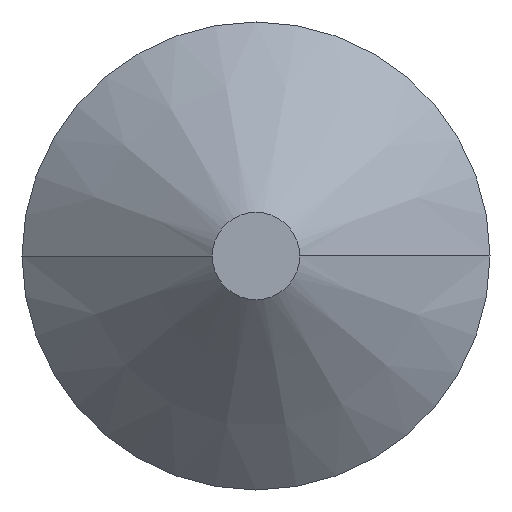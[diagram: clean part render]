
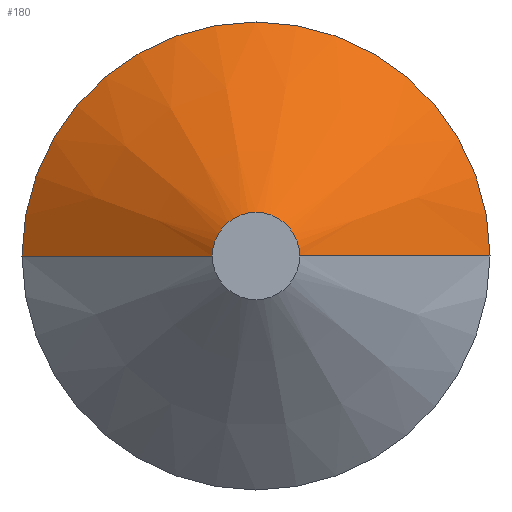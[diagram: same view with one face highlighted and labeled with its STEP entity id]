
A CAD part, front view. The second image highlights one B-rep face of the part: STEP entity #180.
In plain terms, the highlighted conical face has half-angle 50 degrees and reference radius 0.889 mm.
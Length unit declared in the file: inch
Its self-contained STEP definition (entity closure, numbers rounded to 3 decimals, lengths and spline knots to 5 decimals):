
#7 = DIRECTION ( 'NONE',  ( 0.766, 0.643, 0. ) ) ;
#10 = EDGE_CURVE ( 'NONE', #43, #241, #230, .T. ) ;
#13 = DIRECTION ( 'NONE',  ( 0., 1., 0. ) ) ;
#28 = DIRECTION ( 'NONE',  ( -0.766, 0.643, 0. ) ) ;
#30 = VECTOR ( 'NONE', #7, 39.37008 ) ;
#42 = EDGE_CURVE ( 'NONE', #241, #93, #307, .T. ) ;
#43 = VERTEX_POINT ( 'NONE', #168 ) ;
#46 = CARTESIAN_POINT ( 'NONE',  ( -0.035, 0., 0. ) ) ;
#59 = CARTESIAN_POINT ( 'NONE',  ( 0., 0.12796, 0. ) ) ;
#63 = VERTEX_POINT ( 'NONE', #238 ) ;
#78 = LINE ( 'NONE', #242, #30 ) ;
#89 = EDGE_LOOP ( 'NONE', ( #143, #184, #116, #166 ) ) ;
#93 = VERTEX_POINT ( 'NONE', #305 ) ;
#103 = AXIS2_PLACEMENT_3D ( 'NONE', #148, #13, #107 ) ;
#107 = DIRECTION ( 'NONE',  ( -1., 0., 0. ) ) ;
#115 = DIRECTION ( 'NONE',  ( 0., -1., 0. ) ) ;
#116 = ORIENTED_EDGE ( 'NONE', *, *, #275, .T. ) ;
#127 = AXIS2_PLACEMENT_3D ( 'NONE', #286, #162, #283 ) ;
#134 = VECTOR ( 'NONE', #28, 39.37008 ) ;
#141 = EDGE_CURVE ( 'NONE', #43, #63, #78, .T. ) ;
#142 = DIRECTION ( 'NONE',  ( 1., 0., 0. ) ) ;
#143 = ORIENTED_EDGE ( 'NONE', *, *, #10, .F. ) ;
#148 = CARTESIAN_POINT ( 'NONE',  ( 0., 0., 0. ) ) ;
#162 = DIRECTION ( 'NONE',  ( 0., -1., 0. ) ) ;
#166 = ORIENTED_EDGE ( 'NONE', *, *, #42, .F. ) ;
#168 = CARTESIAN_POINT ( 'NONE',  ( 0.035, 0., 0. ) ) ;
#180 = ADVANCED_FACE ( 'NONE', ( #264 ), #256, .T. ) ;
#184 = ORIENTED_EDGE ( 'NONE', *, *, #141, .T. ) ;
#230 = CIRCLE ( 'NONE', #127, 0.035 ) ;
#238 = CARTESIAN_POINT ( 'NONE',  ( 0.1875, 0.12796, 0. ) ) ;
#241 = VERTEX_POINT ( 'NONE', #257 ) ;
#242 = CARTESIAN_POINT ( 'NONE',  ( 0.035, 0., 0. ) ) ;
#250 = CIRCLE ( 'NONE', #288, 0.1875 ) ;
#256 = CONICAL_SURFACE ( 'NONE', #103, 0.035, 0.873 ) ;
#257 = CARTESIAN_POINT ( 'NONE',  ( -0.035, 0., 0. ) ) ;
#264 = FACE_OUTER_BOUND ( 'NONE', #89, .T. ) ;
#275 = EDGE_CURVE ( 'NONE', #63, #93, #250, .T. ) ;
#283 = DIRECTION ( 'NONE',  ( 1., 0., 0. ) ) ;
#286 = CARTESIAN_POINT ( 'NONE',  ( 0., 0., 0. ) ) ;
#288 = AXIS2_PLACEMENT_3D ( 'NONE', #59, #115, #142 ) ;
#305 = CARTESIAN_POINT ( 'NONE',  ( -0.1875, 0.12796, 0. ) ) ;
#307 = LINE ( 'NONE', #46, #134 ) ;
